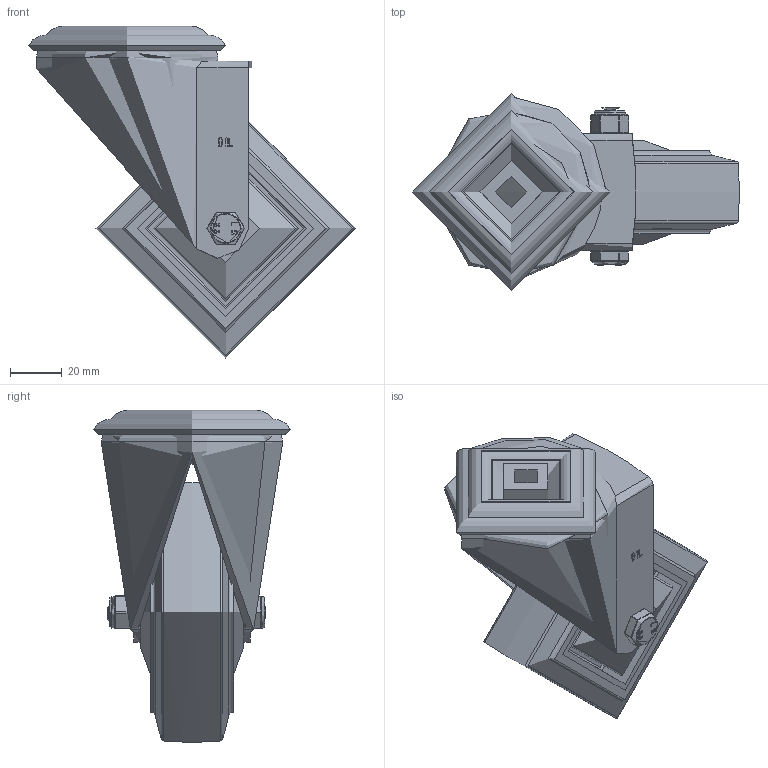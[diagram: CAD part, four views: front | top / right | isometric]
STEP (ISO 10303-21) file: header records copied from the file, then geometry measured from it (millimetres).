
FILE_DESCRIPTION(/* description */ (''),/* implementation_level */ '2;1');
FILE_NAME(/* name */ 'BZMM100STPRBJBH12.step',/* time_stamp */ '2024-09-30T12:42:03+01:00',/* author */ (''),/* organization */ (''),/* preprocessor_version */ 'ST-DEVELOPER v20',/* originating_system */ 'Autodesk Translation Framework v13.20.0.188',/* authorisation */ '');
FILE_SCHEMA (('AUTOMOTIVE_DESIGN { 1 0 10303 214 3 1 1 }'));
Length unit declared in the file: millimetre
Products named in the file (22): BZMM100STPRBJBH12; BZMM100WSTPRBJM8 v1; 65 SHORE A THERMOPLASTIC RUBBER TYRE; POLYPROPYLENE RIM; BEARING 6202; METAL; METAL2; Pattern; Component1; MIDDLE; RUBBER; RUBBER2; CAP; BZMM100ASBH12 v1; ZINC PLATED PRESSED STEEL HEAD (1); ZINC PLATED, PRESSED STEEL FORKS (1); HEXBOLTM8X55Z8.8 v2; GRADE 8.8 ZINC PLATED BOLT; NYLOCM8Z v1; NYLOC NUT; NUT; RUBBER (1)
Assembly tree (29 placements, depth 5):
  BZMM100STPRBJBH12
    BZMM100WSTPRBJM8 v1
      65 SHORE A THERMOPLASTIC RUBBER TYRE
      POLYPROPYLENE RIM
      BEARING 6202
        METAL
        METAL2
        Pattern
          Component1  x8
        MIDDLE
        RUBBER
        RUBBER2
      CAP  x2
    BZMM100ASBH12 v1
      ZINC PLATED PRESSED STEEL HEAD (1)
      ZINC PLATED, PRESSED STEEL FORKS (1)
    HEXBOLTM8X55Z8.8 v2
      GRADE 8.8 ZINC PLATED BOLT
    NYLOCM8Z v1
      NYLOC NUT
        NUT
        RUBBER (1)
Bounding box: 126 x 76 x 127.95 mm (x, y, z)
Volume: 235711.1 mm3; surface area: 120507.4 mm2
Topology: 22 solids, 22 shells, 719 faces, 1712 edges, 1106 vertices
Faces by surface type: plane 258, cylinder 180, bspline 179, sphere 48, torus 36, cone 18
Full cylindrical faces by diameter (mm): 0.664 x2, 6.446 x7, 7.866 x13, 8 x3, 8.2 x4, 8.6 x2, 11.5 x3, 12.1 x1, 12.2 x1, 14.8 x2, 15 x1, 18 x1, 20 x4, 21.313 x1, 22.5 x2, 23 x2, 24 x3, 30 x4, 30.5 x2, 31 x4, 32 x3, 35 x4, 38 x1, 41 x2, 44 x2, 49.5 x1, 53 x2, 56 x2, 62 x2, 65 x1
Entity records: 28535 total; most frequent: CARTESIAN_POINT 12754, ORIENTED_EDGE 3286, DIRECTION 2761, EDGE_CURVE 1643, VERTEX_POINT 1076, AXIS2_PLACEMENT_3D 1043, EDGE_LOOP 841, FACE_OUTER_BOUND 696
